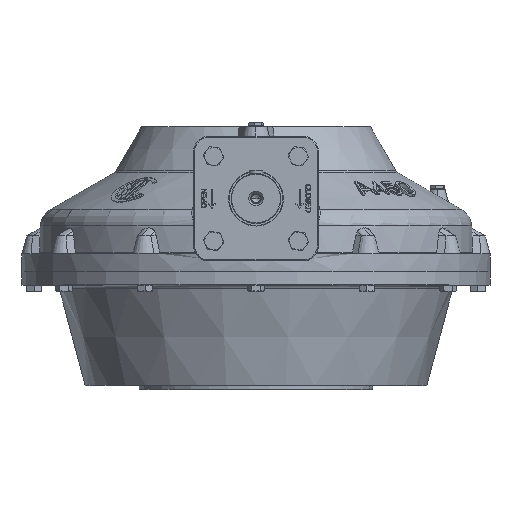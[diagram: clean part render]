
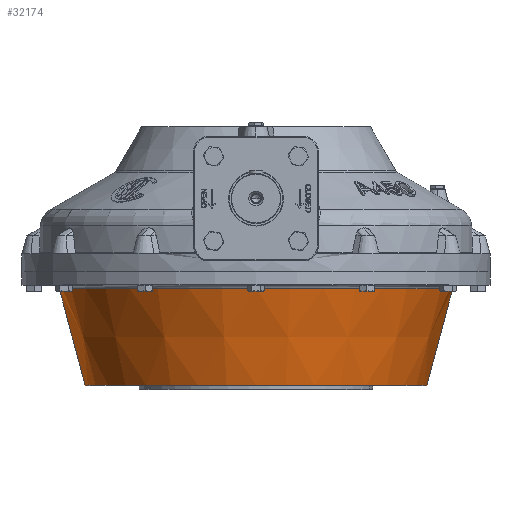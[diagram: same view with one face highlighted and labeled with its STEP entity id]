
A CAD part, top view. The second image highlights one B-rep face of the part: STEP entity #32174.
In plain terms, the highlighted conical face has half-angle 15 degrees and reference radius 343 mm.
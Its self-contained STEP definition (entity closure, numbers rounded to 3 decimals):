
#32133=CARTESIAN_POINT('',(0.,0.,0.0));
#32134=DIRECTION('',(0.0,1.0,0.0));
#32135=DIRECTION('',(-1.0,0.0,0.0));
#32136=AXIS2_PLACEMENT_3D('',#32133,#32134,#32135);
#32137=CONICAL_SURFACE('',#32136,343.,15.);
#32138=CARTESIAN_POINT('',(-343.,0.,0.0));
#32139=VERTEX_POINT('',#32138);
#32140=CARTESIAN_POINT('',(343.,0.,0.));
#32141=VERTEX_POINT('',#32140);
#32142=CARTESIAN_POINT('',(0.,0.,0.0));
#32143=DIRECTION('',(0.0,1.0,0.0));
#32144=DIRECTION('',(-1.0,0.0,0.0));
#32145=AXIS2_PLACEMENT_3D('',#32142,#32143,#32144);
#32146=CIRCLE('',#32145,343.);
#32147=EDGE_CURVE('',#32139,#32141,#32146,.T.);
#32148=ORIENTED_EDGE('',*,*,#32147,.T.);
#32149=CARTESIAN_POINT('',(395.006,194.088,0.));
#32150=VERTEX_POINT('',#32149);
#32151=CARTESIAN_POINT('',(343.,0.,0.));
#32152=DIRECTION('',(0.259,0.966,0.));
#32153=VECTOR('',#32152,200.935);
#32154=LINE('',#32151,#32153);
#32155=EDGE_CURVE('',#32141,#32150,#32154,.T.);
#32156=ORIENTED_EDGE('',*,*,#32155,.T.);
#32157=CARTESIAN_POINT('',(-395.006,194.088,0.0));
#32158=VERTEX_POINT('',#32157);
#32159=CARTESIAN_POINT('',(0.,194.088,0.0));
#32160=DIRECTION('',(0.0,1.0,0.0));
#32161=DIRECTION('',(-1.0,0.0,0.0));
#32162=AXIS2_PLACEMENT_3D('',#32159,#32160,#32161);
#32163=CIRCLE('',#32162,395.006);
#32164=EDGE_CURVE('',#32158,#32150,#32163,.T.);
#32165=ORIENTED_EDGE('',*,*,#32164,.F.);
#32166=CARTESIAN_POINT('',(-343.,0.,0.0));
#32167=DIRECTION('',(-0.259,0.966,0.0));
#32168=VECTOR('',#32167,200.935);
#32169=LINE('',#32166,#32168);
#32170=EDGE_CURVE('',#32139,#32158,#32169,.T.);
#32171=ORIENTED_EDGE('',*,*,#32170,.F.);
#32172=EDGE_LOOP('',(#32148,#32156,#32165,#32171));
#32173=FACE_OUTER_BOUND('',#32172,.T.);
#32174=ADVANCED_FACE('',(#32173),#32137,.T.);
